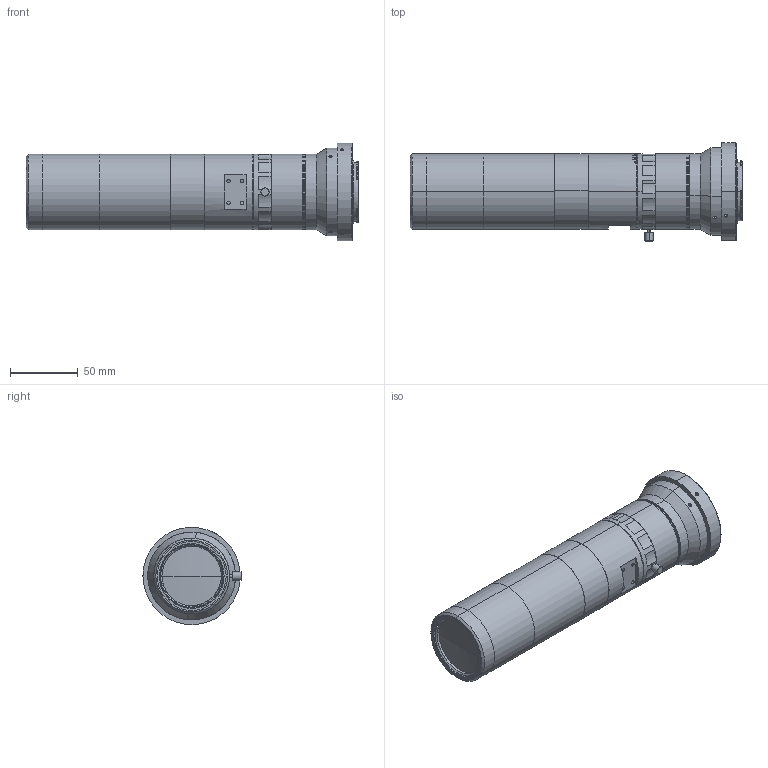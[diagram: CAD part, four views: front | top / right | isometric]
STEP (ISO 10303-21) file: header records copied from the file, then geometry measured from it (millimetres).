
FILE_DESCRIPTION (( 'STEP AP203' ), '1' );
FILE_NAME ('XF-MDT1.5X110-D35-VI.STEP', '2019-03-06T08:36:35', ( 'lawlynn' ), ( '' ), 'SwSTEP 2.0', 'SolidWorks 2014', '' );
FILE_SCHEMA (( 'CONFIG_CONTROL_DESIGN' ));
Length unit declared in the file: millimetre
Products named in the file (1): XF-MDT1.5X110-D35-VI
Bounding box: 245.6 x 72.5 x 72 mm (x, y, z)
Surface area: 63057.9 mm2 (no closed solid volume)
Topology: 0 solids, 32 shells, 253 faces, 836 edges, 589 vertices
Faces by surface type: cylinder 128, plane 90, cone 29, sphere 4, torus 2
Entity records: 10676 total; most frequent: CARTESIAN_POINT 3295, DIRECTION 1623, ORIENTED_EDGE 1324, EDGE_CURVE 836, AXIS2_PLACEMENT_3D 643, VERTEX_POINT 589, CIRCLE 389, VECTOR 337
